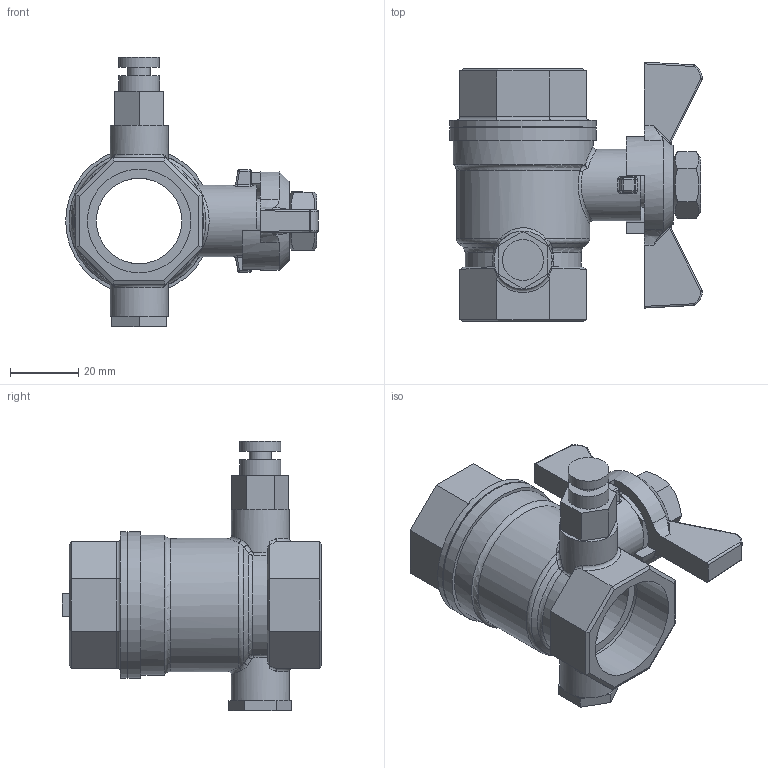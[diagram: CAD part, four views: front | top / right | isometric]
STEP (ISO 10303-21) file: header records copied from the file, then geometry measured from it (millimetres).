
FILE_DESCRIPTION(/* description */ ('Unknown'),/* implementation_level */ '2;1');
FILE_NAME(/* name */ '7046-06',/* time_stamp */ '2021-04-08T12:30:00+02:00',/* author */ ('Unknown'),/* organization */ ('Unknown'),/* preprocessor_version */ 'ST-DEVELOPER v16.7',/* originating_system */ 'Solid Edge',/* authorisation */ 'Unknown');
FILE_SCHEMA (('AUTOMOTIVE_DESIGN {1 0 10303 214 3 1 1}'));
Length unit declared in the file: millimetre
Products named in the file (4): 7046-06; 704-06_Körper zus.; WUERTH 032210 1 hexagonal nut DIN 934  M10x1 A2 BLK_EDST; Flügelgriff 1
Assembly tree (3 placements, depth 2):
  7046-06
    704-06_Körper zus.
    WUERTH 032210 1 hexagonal nut DIN 934  M10x1 A2 BLK_EDST
    Flügelgriff 1
Bounding box: 74 x 76 x 79 mm (x, y, z)
Volume: 68156.7 mm3; surface area: 27560.1 mm2
Topology: 3 solids, 3 shells, 292 faces, 691 edges, 409 vertices
Faces by surface type: plane 132, cylinder 72, bspline 54, sphere 16, cone 9, torus 9
Full cylindrical faces by diameter (mm): 5 x2, 6.5 x1, 8.917 x1, 10 x1, 12 x2, 13 x1, 17 x2, 21 x1, 22.5 x1, 25 x1, 30.291 x4, 39 x1, 41 x1, 42.5 x1, 43 x2
Entity records: 10300 total; most frequent: CARTESIAN_POINT 2548, ORIENTED_EDGE 1260, DIRECTION 1214, EDGE_CURVE 630, AXIS2_PLACEMENT_3D 470, VERTEX_POINT 388, EDGE_LOOP 342, FACE_BOUND 342
